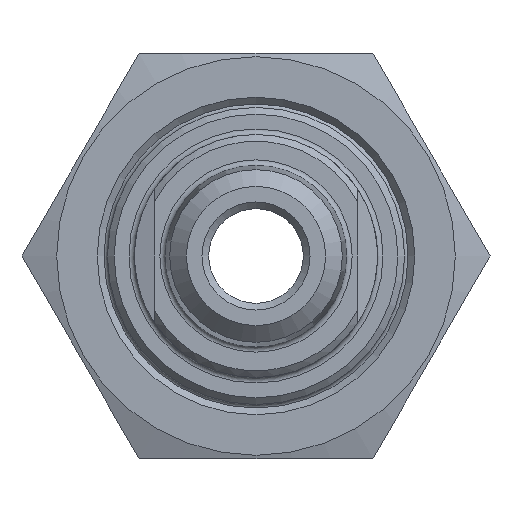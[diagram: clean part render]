
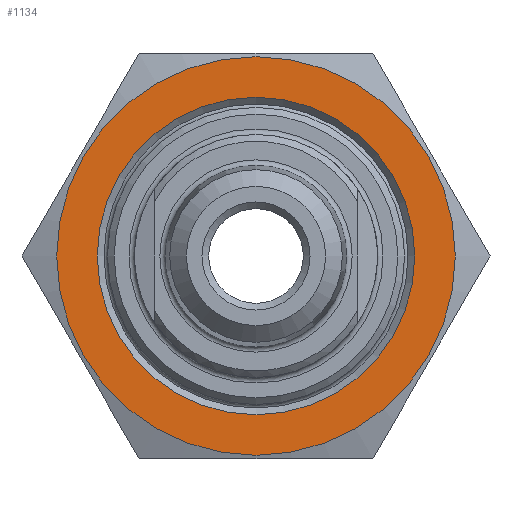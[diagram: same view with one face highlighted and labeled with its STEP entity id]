
A CAD part, left-side view. The second image highlights one B-rep face of the part: STEP entity #1134.
In plain terms, the highlighted planar face has unit normal (-1, 0, 0).
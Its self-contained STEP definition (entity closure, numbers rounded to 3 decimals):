
#75=FACE_BOUND('',#212,.T.);
#92=PLANE('',#1289);
#137=FACE_OUTER_BOUND('',#211,.T.);
#211=EDGE_LOOP('',(#811));
#212=EDGE_LOOP('',(#812));
#394=CIRCLE('',#1279,14.75);
#395=CIRCLE('',#1284,11.75);
#496=VERTEX_POINT('',#1914);
#497=VERTEX_POINT('',#1925);
#611=EDGE_CURVE('',#496,#496,#394,.T.);
#616=EDGE_CURVE('',#497,#497,#395,.T.);
#811=ORIENTED_EDGE('',*,*,#611,.T.);
#812=ORIENTED_EDGE('',*,*,#616,.F.);
#1134=ADVANCED_FACE('',(#137,#75),#92,.F.);
#1279=AXIS2_PLACEMENT_3D('',#1916,#1471,#1472);
#1284=AXIS2_PLACEMENT_3D('',#1926,#1485,#1486);
#1289=AXIS2_PLACEMENT_3D('',#1936,#1497,#1498);
#1471=DIRECTION('center_axis',(-1.,0.,0.));
#1472=DIRECTION('ref_axis',(0.,1.,0.));
#1485=DIRECTION('center_axis',(-1.,0.,0.));
#1486=DIRECTION('ref_axis',(0.,-1.,0.));
#1497=DIRECTION('center_axis',(1.,0.,0.));
#1498=DIRECTION('ref_axis',(0.,0.,-1.));
#1914=CARTESIAN_POINT('',(-15.,-14.75,0.));
#1916=CARTESIAN_POINT('Origin',(-15.,0.,0.));
#1925=CARTESIAN_POINT('',(-15.,11.75,0.));
#1926=CARTESIAN_POINT('Origin',(-15.,0.,0.));
#1936=CARTESIAN_POINT('Origin',(-15.,0.,0.));
